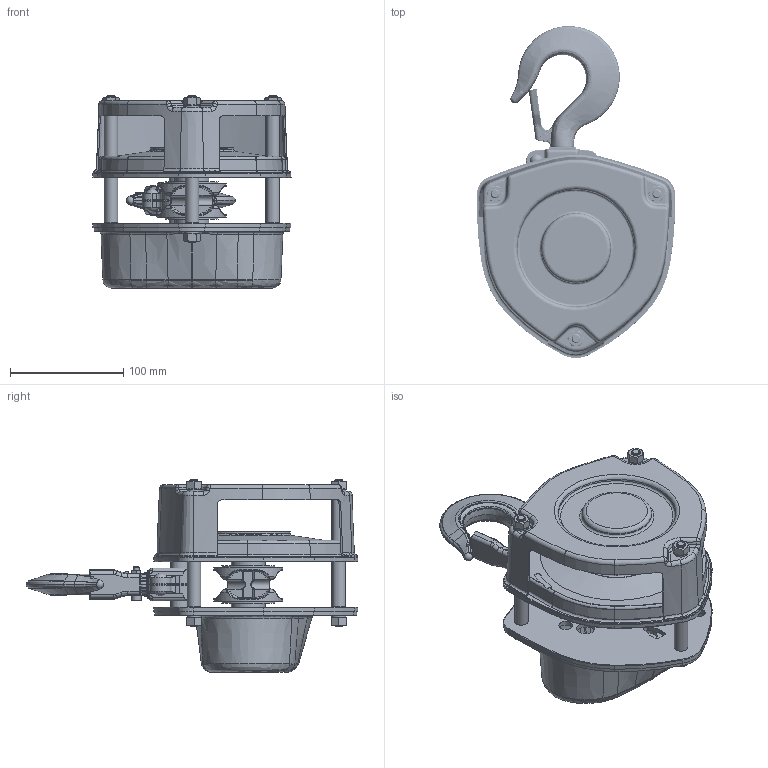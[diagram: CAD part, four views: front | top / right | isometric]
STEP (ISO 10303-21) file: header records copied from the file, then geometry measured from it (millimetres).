
FILE_DESCRIPTION(/* description */ (''),/* implementation_level */ '2;1');
FILE_NAME(/* name */ 'l1-1_5-zj.stp',/* time_stamp */ '2014-09-25T16:03:38+02:00',/* author */ ('helmut.rube'),/* organization */ (''),/* preprocessor_version */ 'ST-DEVELOPER v15.2',/* originating_system */ 'Autodesk Inventor 2014',/* authorisation */ '');
FILE_SCHEMA (('AUTOMOTIVE_DESIGN { 1 0 10303 214 3 1 1 }'));
Products named in the file (1): l1-1_5-zj
Bounding box: 175.14 x 293.55 x 170 mm (x, y, z)
Volume: 599727.8 mm3; surface area: 411680.9 mm2
Topology: 39 solids, 39 shells, 4143 faces, 10284 edges, 6246 vertices
Faces by surface type: plane 1689, bspline 1014, cylinder 882, torus 293, cone 202, sphere 63
Full cylindrical faces by diameter (mm): 1 x5, 3 x6, 3.1 x4, 3.2 x1, 3.5 x4, 4.134 x1, 5 x4, 5.2 x2, 6 x2, 6.647 x6, 7 x4, 7.9 x3, 8 x5, 8.1 x6, 8.2 x6, 8.5 x4, 10.4 x2, 10.8 x1, 11.5 x6, 12 x9, 12.2 x6, 12.3 x6, 12.5 x1, 14 x2, 15 x3, 16 x5, 16.3 x2, 17 x1, 18 x1, 19.5 x1
Entity records: 213552 total; most frequent: CARTESIAN_POINT 123350, ORIENTED_EDGE 20122, DIRECTION 16771, EDGE_CURVE 10061, AXIS2_PLACEMENT_3D 6698, VERTEX_POINT 6219, EDGE_LOOP 4520, FACE_OUTER_BOUND 4143
